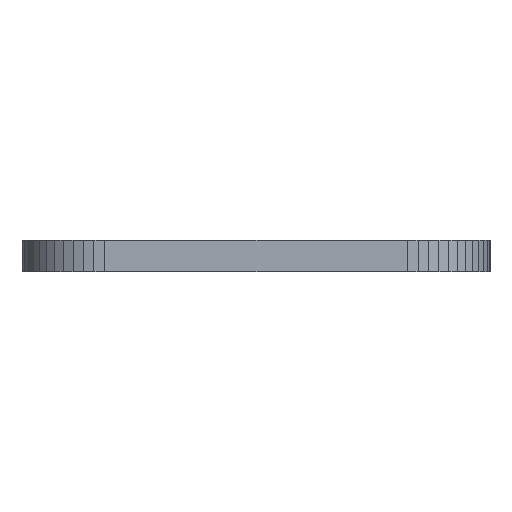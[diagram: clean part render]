
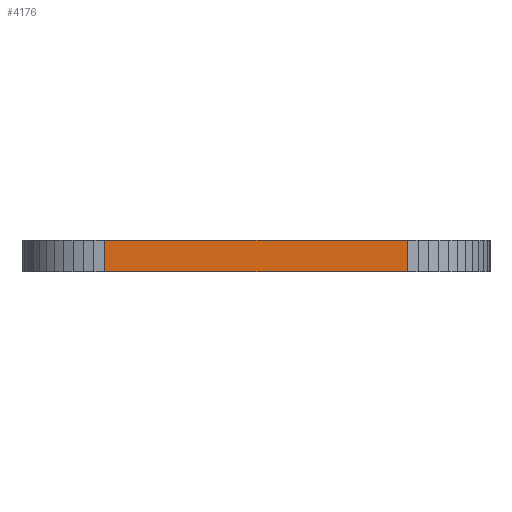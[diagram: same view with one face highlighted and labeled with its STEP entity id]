
A CAD part, left-side view. The second image highlights one B-rep face of the part: STEP entity #4176.
In plain terms, the highlighted planar face has unit normal (-1, -0.001, 0).
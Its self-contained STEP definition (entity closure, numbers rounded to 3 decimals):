
#55 = PLANE('',#56);
#56 = AXIS2_PLACEMENT_3D('',#57,#58,#59);
#57 = CARTESIAN_POINT('',(-35.5,-3.05,0.));
#58 = DIRECTION('',(0.,-1.,0.));
#59 = DIRECTION('',(-1.,0.,0.));
#83 = PLANE('',#84);
#84 = AXIS2_PLACEMENT_3D('',#85,#86,#87);
#85 = CARTESIAN_POINT('',(-35.51,-3.05,1.691));
#86 = DIRECTION('',(0.,0.,-1.));
#87 = DIRECTION('',(-1.,0.,0.));
#137 = PLANE('',#138);
#138 = AXIS2_PLACEMENT_3D('',#139,#140,#141);
#139 = CARTESIAN_POINT('',(-35.51,-3.05,0.));
#140 = DIRECTION('',(0.,0.,-1.));
#141 = DIRECTION('',(-1.,0.,0.));
#4068 = PLANE('',#4069);
#4069 = AXIS2_PLACEMENT_3D('',#4070,#4071,#4072);
#4070 = CARTESIAN_POINT('',(-35.471,14.039,0.));
#4071 = DIRECTION('',(0.998,-0.065,0.));
#4072 = DIRECTION('',(-0.065,-0.998,0.));
#4106 = VERTEX_POINT('',#4107);
#4107 = CARTESIAN_POINT('',(-35.51,13.45,1.691));
#4128 = EDGE_CURVE('',#4129,#4106,#4131,.T.);
#4129 = VERTEX_POINT('',#4130);
#4130 = CARTESIAN_POINT('',(-35.51,13.45,0.));
#4131 = SURFACE_CURVE('',#4132,(#4136,#4143),.PCURVE_S1.);
#4132 = LINE('',#4133,#4134);
#4133 = CARTESIAN_POINT('',(-35.51,13.45,0.));
#4134 = VECTOR('',#4135,1.);
#4135 = DIRECTION('',(0.,0.,1.));
#4136 = PCURVE('',#4068,#4137);
#4137 = DEFINITIONAL_REPRESENTATION('',(#4138),#4142);
#4138 = LINE('',#4139,#4140);
#4139 = CARTESIAN_POINT('',(0.59,0.));
#4140 = VECTOR('',#4141,1.);
#4141 = DIRECTION('',(0.,-1.));
#4142 = ( GEOMETRIC_REPRESENTATION_CONTEXT(2) 
PARAMETRIC_REPRESENTATION_CONTEXT() REPRESENTATION_CONTEXT('2D SPACE',''
  ) );
#4143 = PCURVE('',#4144,#4149);
#4144 = PLANE('',#4145);
#4145 = AXIS2_PLACEMENT_3D('',#4146,#4147,#4148);
#4146 = CARTESIAN_POINT('',(-35.51,13.45,0.));
#4147 = DIRECTION('',(1.,0.001,0.));
#4148 = DIRECTION('',(0.001,-1.,0.));
#4149 = DEFINITIONAL_REPRESENTATION('',(#4150),#4154);
#4150 = LINE('',#4151,#4152);
#4151 = CARTESIAN_POINT('',(0.,0.));
#4152 = VECTOR('',#4153,1.);
#4153 = DIRECTION('',(0.,-1.));
#4154 = ( GEOMETRIC_REPRESENTATION_CONTEXT(2) 
PARAMETRIC_REPRESENTATION_CONTEXT() REPRESENTATION_CONTEXT('2D SPACE',''
  ) );
#4176 = ADVANCED_FACE('',(#4177),#4144,.F.);
#4177 = FACE_BOUND('',#4178,.F.);
#4178 = EDGE_LOOP('',(#4179,#4180,#4203,#4226));
#4179 = ORIENTED_EDGE('',*,*,#4128,.T.);
#4180 = ORIENTED_EDGE('',*,*,#4181,.T.);
#4181 = EDGE_CURVE('',#4106,#4182,#4184,.T.);
#4182 = VERTEX_POINT('',#4183);
#4183 = CARTESIAN_POINT('',(-35.5,-3.05,1.691));
#4184 = SURFACE_CURVE('',#4185,(#4189,#4196),.PCURVE_S1.);
#4185 = LINE('',#4186,#4187);
#4186 = CARTESIAN_POINT('',(-35.51,13.45,1.691));
#4187 = VECTOR('',#4188,1.);
#4188 = DIRECTION('',(0.001,-1.,0.));
#4189 = PCURVE('',#4144,#4190);
#4190 = DEFINITIONAL_REPRESENTATION('',(#4191),#4195);
#4191 = LINE('',#4192,#4193);
#4192 = CARTESIAN_POINT('',(0.,-1.691));
#4193 = VECTOR('',#4194,1.);
#4194 = DIRECTION('',(1.,0.));
#4195 = ( GEOMETRIC_REPRESENTATION_CONTEXT(2) 
PARAMETRIC_REPRESENTATION_CONTEXT() REPRESENTATION_CONTEXT('2D SPACE',''
  ) );
#4196 = PCURVE('',#83,#4197);
#4197 = DEFINITIONAL_REPRESENTATION('',(#4198),#4202);
#4198 = LINE('',#4199,#4200);
#4199 = CARTESIAN_POINT('',(0.,16.5));
#4200 = VECTOR('',#4201,1.);
#4201 = DIRECTION('',(-0.001,-1.));
#4202 = ( GEOMETRIC_REPRESENTATION_CONTEXT(2) 
PARAMETRIC_REPRESENTATION_CONTEXT() REPRESENTATION_CONTEXT('2D SPACE',''
  ) );
#4203 = ORIENTED_EDGE('',*,*,#4204,.F.);
#4204 = EDGE_CURVE('',#4205,#4182,#4207,.T.);
#4205 = VERTEX_POINT('',#4206);
#4206 = CARTESIAN_POINT('',(-35.5,-3.05,0.));
#4207 = SURFACE_CURVE('',#4208,(#4212,#4219),.PCURVE_S1.);
#4208 = LINE('',#4209,#4210);
#4209 = CARTESIAN_POINT('',(-35.5,-3.05,0.));
#4210 = VECTOR('',#4211,1.);
#4211 = DIRECTION('',(0.,0.,1.));
#4212 = PCURVE('',#4144,#4213);
#4213 = DEFINITIONAL_REPRESENTATION('',(#4214),#4218);
#4214 = LINE('',#4215,#4216);
#4215 = CARTESIAN_POINT('',(16.5,0.));
#4216 = VECTOR('',#4217,1.);
#4217 = DIRECTION('',(0.,-1.));
#4218 = ( GEOMETRIC_REPRESENTATION_CONTEXT(2) 
PARAMETRIC_REPRESENTATION_CONTEXT() REPRESENTATION_CONTEXT('2D SPACE',''
  ) );
#4219 = PCURVE('',#55,#4220);
#4220 = DEFINITIONAL_REPRESENTATION('',(#4221),#4225);
#4221 = LINE('',#4222,#4223);
#4222 = CARTESIAN_POINT('',(0.,0.));
#4223 = VECTOR('',#4224,1.);
#4224 = DIRECTION('',(0.,-1.));
#4225 = ( GEOMETRIC_REPRESENTATION_CONTEXT(2) 
PARAMETRIC_REPRESENTATION_CONTEXT() REPRESENTATION_CONTEXT('2D SPACE',''
  ) );
#4226 = ORIENTED_EDGE('',*,*,#4227,.F.);
#4227 = EDGE_CURVE('',#4129,#4205,#4228,.T.);
#4228 = SURFACE_CURVE('',#4229,(#4233,#4240),.PCURVE_S1.);
#4229 = LINE('',#4230,#4231);
#4230 = CARTESIAN_POINT('',(-35.51,13.45,0.));
#4231 = VECTOR('',#4232,1.);
#4232 = DIRECTION('',(0.001,-1.,0.));
#4233 = PCURVE('',#4144,#4234);
#4234 = DEFINITIONAL_REPRESENTATION('',(#4235),#4239);
#4235 = LINE('',#4236,#4237);
#4236 = CARTESIAN_POINT('',(0.,0.));
#4237 = VECTOR('',#4238,1.);
#4238 = DIRECTION('',(1.,0.));
#4239 = ( GEOMETRIC_REPRESENTATION_CONTEXT(2) 
PARAMETRIC_REPRESENTATION_CONTEXT() REPRESENTATION_CONTEXT('2D SPACE',''
  ) );
#4240 = PCURVE('',#137,#4241);
#4241 = DEFINITIONAL_REPRESENTATION('',(#4242),#4246);
#4242 = LINE('',#4243,#4244);
#4243 = CARTESIAN_POINT('',(0.,16.5));
#4244 = VECTOR('',#4245,1.);
#4245 = DIRECTION('',(-0.001,-1.));
#4246 = ( GEOMETRIC_REPRESENTATION_CONTEXT(2) 
PARAMETRIC_REPRESENTATION_CONTEXT() REPRESENTATION_CONTEXT('2D SPACE',''
  ) );
